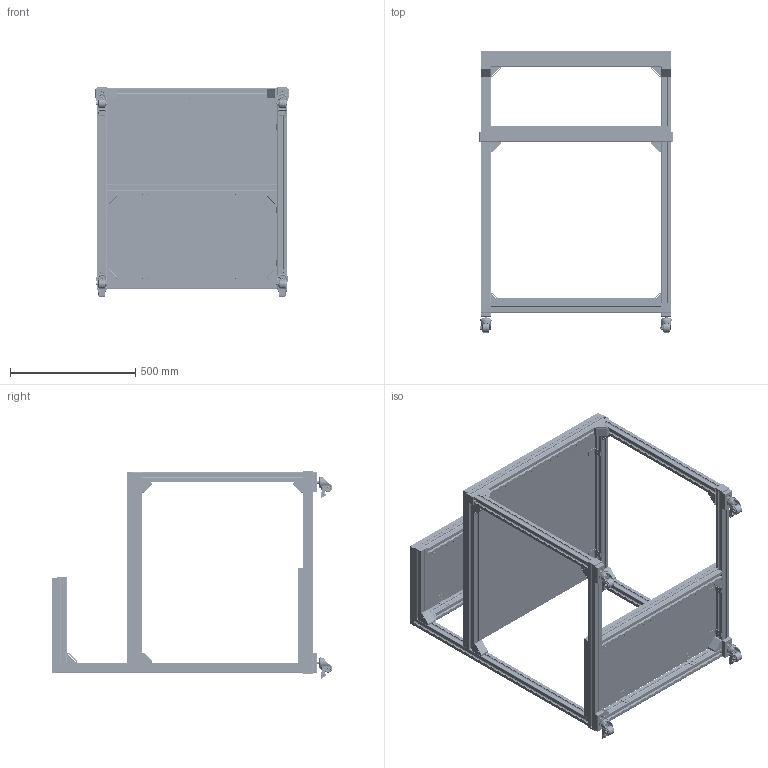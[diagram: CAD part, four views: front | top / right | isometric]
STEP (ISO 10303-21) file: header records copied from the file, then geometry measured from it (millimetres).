
FILE_DESCRIPTION (( 'STEP AP214' ), '1' );
FILE_NAME ('Ïîäêàòíîé ñòîë L=760ìì.STEP', '2023-03-17T09:04:27', ( '' ), ( '' ), 'SwSTEP 2.0', 'SolidWorks 2022', '' );
FILE_SCHEMA (( 'AUTOMOTIVE_DESIGN' ));
Length unit declared in the file: millimetre
Products named in the file (17): Фанера6; 40х40Sl_6; E36_00; Фанера7; 40х40Sl_5; D02_00; A18_01; A312_00; 40х40Sl_4; 40х40Sl_3; Фанера5; 40х40Sl_7; 40х40Sl_1; Подкатной стол L=760мм; A19_00; T25_00; 40х40Sl_2
Assembly tree (93 placements, depth 2):
  Подкатной стол L=760мм
    40х40Sl_1  x2
    40х40Sl_2  x2
    40х40Sl_3  x2
    40х40Sl_4  x2
    40х40Sl_5  x4
    40х40Sl_7  x2
    A312_00  x4
    T25_00  x4
    A19_00  x8
    40х40Sl_6
    A18_01  x20
    D02_00  x20
    E36_00  x19
    Фанера5
    Фанера6
    Фанера7
Bounding box: 770.6 x 1120.99 x 837.26 mm (x, y, z)
Volume: 30858622 mm3; surface area: 8455275.3 mm2
Topology: 133 solids, 133 shells, 12526 faces, 34152 edges, 22040 vertices
Faces by surface type: plane 6704, cylinder 4934, torus 388, cone 216, sphere 160, bspline 124
Entity records: 113213 total; most frequent: CARTESIAN_POINT 20635, DIRECTION 18754, ORIENTED_EDGE 18644, EDGE_CURVE 9322, AXIS2_PLACEMENT_3D 6284, LINE 6186, VECTOR 6186, VERTEX_POINT 6134
